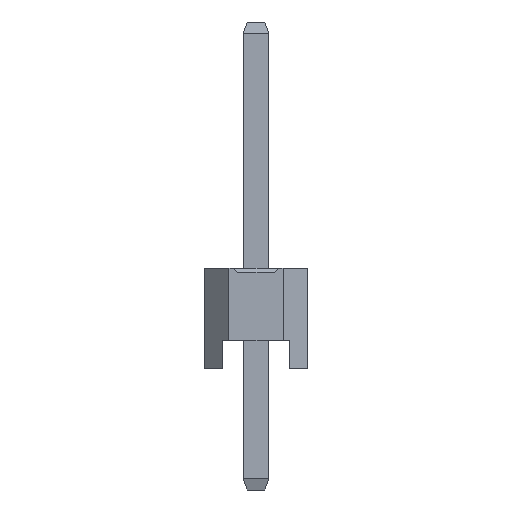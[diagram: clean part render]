
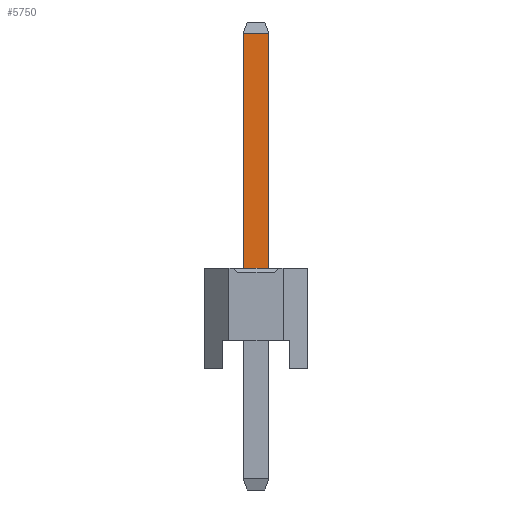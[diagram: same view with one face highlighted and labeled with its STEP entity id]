
A CAD part, left-side view. The second image highlights one B-rep face of the part: STEP entity #5750.
In plain terms, the highlighted planar face has unit normal (-1, 0, 0).
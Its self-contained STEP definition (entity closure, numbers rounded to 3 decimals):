
#5750=ADVANCED_FACE('',(#15150),#15152,.T.);
#15150=FACE_BOUND('',#15151,.T.);
#15151=EDGE_LOOP('',(#22513,#22514,#22515,#22516));
#15152=PLANE('',#15153);
#15153=AXIS2_PLACEMENT_3D('',#15154,#15155,#15156);
#15154=CARTESIAN_POINT('',(-0.32,0.32,-3.));
#15155=DIRECTION('',(-1.,0.,0.));
#15156=DIRECTION('',(0.,-1.,0.));
#22513=ORIENTED_EDGE('',*,*,#26812,.F.);
#22514=ORIENTED_EDGE('',*,*,#26807,.F.);
#22515=ORIENTED_EDGE('',*,*,#25404,.T.);
#22516=ORIENTED_EDGE('',*,*,#26811,.T.);
#25404=EDGE_CURVE('',#29062,#29066,#29068,.T.);
#26807=EDGE_CURVE('',#29062,#31170,#31173,.T.);
#26811=EDGE_CURVE('',#29066,#31177,#31179,.T.);
#26812=EDGE_CURVE('',#31170,#31177,#31180,.T.);
#29062=VERTEX_POINT('',#35326);
#29066=VERTEX_POINT('',#35334);
#29068=LINE('',#35338,#35339);
#31170=VERTEX_POINT('',#40242);
#31173=LINE('',#40249,#40250);
#31177=VERTEX_POINT('',#40259);
#31179=LINE('',#40263,#40264);
#31180=LINE('',#40266,#40267);
#35326=CARTESIAN_POINT('',(-0.32,0.32,2.5));
#35334=CARTESIAN_POINT('',(-0.32,-0.32,2.5));
#35338=CARTESIAN_POINT('',(-0.32,0.32,2.5));
#35339=VECTOR('',#35340,1.);
#35340=DIRECTION('',(0.,-1.,0.));
#40242=CARTESIAN_POINT('',(-0.32,0.32,8.325));
#40249=CARTESIAN_POINT('',(-0.32,0.32,2.5));
#40250=VECTOR('',#40251,1.);
#40251=DIRECTION('',(0.,0.,1.));
#40259=CARTESIAN_POINT('',(-0.32,-0.32,8.325));
#40263=CARTESIAN_POINT('',(-0.32,-0.32,2.5));
#40264=VECTOR('',#40265,1.);
#40265=DIRECTION('',(0.,0.,1.));
#40266=CARTESIAN_POINT('',(-0.32,0.32,8.325));
#40267=VECTOR('',#40268,1.);
#40268=DIRECTION('',(0.,-1.,0.));
